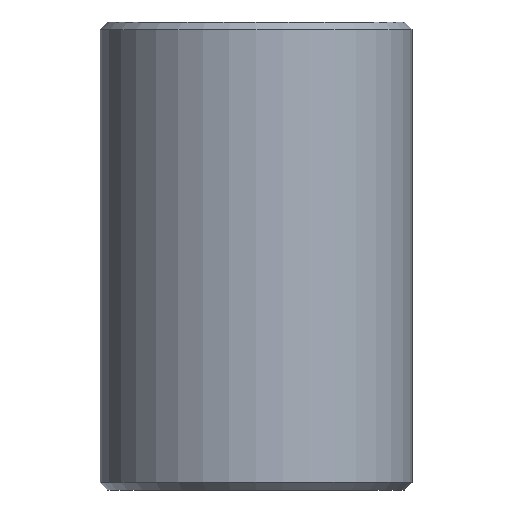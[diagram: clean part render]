
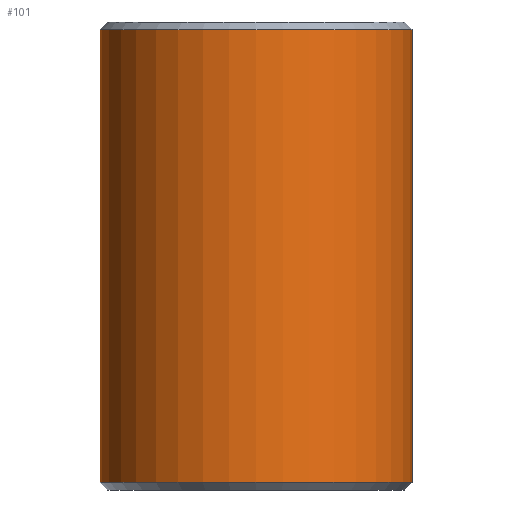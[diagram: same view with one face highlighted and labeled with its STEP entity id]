
A CAD part, front view. The second image highlights one B-rep face of the part: STEP entity #101.
In plain terms, the highlighted cylindrical face has radius 2 mm (diameter 4 mm), a full revolution.
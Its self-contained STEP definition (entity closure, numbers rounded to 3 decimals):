
#18=CYLINDRICAL_SURFACE('',#118,2.);
#25=FACE_BOUND('',#48,.T.);
#33=FACE_OUTER_BOUND('',#47,.T.);
#47=EDGE_LOOP('',(#87));
#48=EDGE_LOOP('',(#88));
#57=CIRCLE('',#117,2.);
#58=CIRCLE('',#119,2.);
#65=VERTEX_POINT('',#174);
#66=VERTEX_POINT('',#177);
#73=EDGE_CURVE('',#65,#65,#57,.T.);
#74=EDGE_CURVE('',#66,#66,#58,.T.);
#87=ORIENTED_EDGE('',*,*,#74,.F.);
#88=ORIENTED_EDGE('',*,*,#73,.F.);
#101=ADVANCED_FACE('',(#33,#25),#18,.T.);
#117=AXIS2_PLACEMENT_3D('',#175,#147,#148);
#118=AXIS2_PLACEMENT_3D('',#176,#149,#150);
#119=AXIS2_PLACEMENT_3D('',#178,#151,#152);
#147=DIRECTION('center_axis',(0.,0.,1.));
#148=DIRECTION('ref_axis',(-1.,0.,0.));
#149=DIRECTION('center_axis',(0.,0.,1.));
#150=DIRECTION('ref_axis',(-1.,0.,0.));
#151=DIRECTION('center_axis',(0.,0.,-1.));
#152=DIRECTION('ref_axis',(-1.,0.,0.));
#174=CARTESIAN_POINT('',(2.,0.,5.9));
#175=CARTESIAN_POINT('Origin',(0.,0.,5.9));
#176=CARTESIAN_POINT('Origin',(0.,0.,0.));
#177=CARTESIAN_POINT('',(2.,0.,0.1));
#178=CARTESIAN_POINT('Origin',(0.,0.,0.1));
